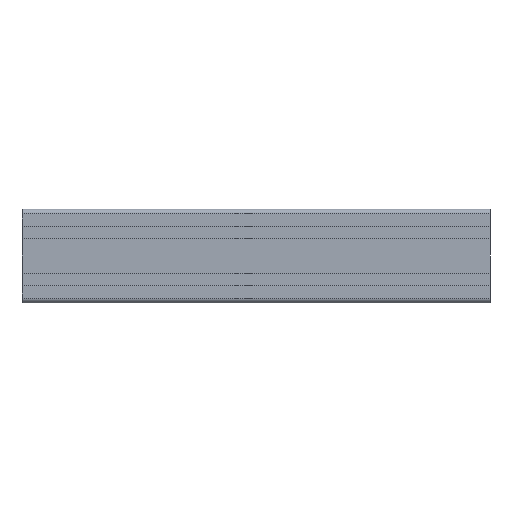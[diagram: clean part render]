
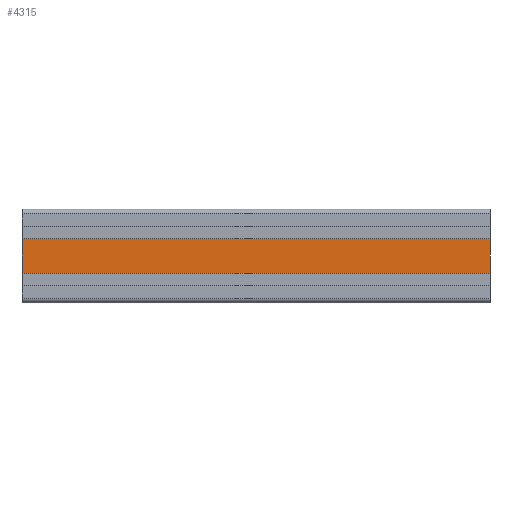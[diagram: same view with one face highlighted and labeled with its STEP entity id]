
A CAD part, left-side view. The second image highlights one B-rep face of the part: STEP entity #4315.
In plain terms, the highlighted face is planar.
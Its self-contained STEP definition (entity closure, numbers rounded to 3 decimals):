
#13 = DIRECTION ( 'NONE',  ( 0., 1., 0. ) ) ;
#20 = CARTESIAN_POINT ( 'NONE',  ( 15., -10.9, -300. ) ) ;
#51 = CARTESIAN_POINT ( 'NONE',  ( 15., 10.9, -300. ) ) ;
#52 = LINE ( 'NONE', #51, #4026 ) ;
#61 = DIRECTION ( 'NONE',  ( 0., 0., 1. ) ) ;
#922 = ORIENTED_EDGE ( 'NONE', *, *, #4476, .T. ) ;
#923 = ORIENTED_EDGE ( 'NONE', *, *, #4459, .F. ) ;
#938 = ORIENTED_EDGE ( 'NONE', *, *, #4515, .F. ) ;
#945 = ORIENTED_EDGE ( 'NONE', *, *, #4492, .T. ) ;
#1737 = VERTEX_POINT ( 'NONE', #4974 ) ;
#1739 = VERTEX_POINT ( 'NONE', #4976 ) ;
#1957 = VERTEX_POINT ( 'NONE', #5342 ) ;
#1959 = VERTEX_POINT ( 'NONE', #5338 ) ;
#3191 = EDGE_LOOP ( 'NONE', ( #923, #938, #922, #945 ) ) ;
#3795 = AXIS2_PLACEMENT_3D ( 'NONE', #5134, #5133, #5135 ) ;
#3963 = VECTOR ( 'NONE', #5604, 1000. ) ;
#4016 = VECTOR ( 'NONE', #13, 1000. ) ;
#4026 = VECTOR ( 'NONE', #61, 1000. ) ;
#4036 = VECTOR ( 'NONE', #5691, 1000. ) ;
#4315 = ADVANCED_FACE ( 'PLANAR_34', ( #5139 ), #5140, .T. ) ;
#4459 = EDGE_CURVE ( 'NONE', #1957, #1959, #5608, .T. ) ;
#4476 = EDGE_CURVE ( 'NONE', #1739, #1737, #5706, .T. ) ;
#4492 = EDGE_CURVE ( 'NONE', #1737, #1959, #52, .T. ) ;
#4515 = EDGE_CURVE ( 'NONE', #1739, #1957, #5679, .T. ) ;
#4974 = CARTESIAN_POINT ( 'NONE',  ( 15., 10.9, -300. ) ) ;
#4976 = CARTESIAN_POINT ( 'NONE',  ( 15., -10.9, -300. ) ) ;
#5133 = DIRECTION ( 'NONE',  ( 1., 0., 0. ) ) ;
#5134 = CARTESIAN_POINT ( 'NONE',  ( 15., -10.9, -300. ) ) ;
#5135 = DIRECTION ( 'NONE',  ( 0., 0., -1. ) ) ;
#5139 = FACE_OUTER_BOUND ( 'NONE', #3191, .T. ) ;
#5140 = PLANE ( 'NONE',  #3795 ) ;
#5338 = CARTESIAN_POINT ( 'NONE',  ( 15., 10.9, 0. ) ) ;
#5342 = CARTESIAN_POINT ( 'NONE',  ( 15., -10.9, 0. ) ) ;
#5604 = DIRECTION ( 'NONE',  ( 0., 1., 0. ) ) ;
#5608 = LINE ( 'NONE', #5609, #3963 ) ;
#5609 = CARTESIAN_POINT ( 'NONE',  ( 15., -10.9, 0. ) ) ;
#5679 = LINE ( 'NONE', #5687, #4036 ) ;
#5687 = CARTESIAN_POINT ( 'NONE',  ( 15., -10.9, -300. ) ) ;
#5691 = DIRECTION ( 'NONE',  ( 0., 0., 1. ) ) ;
#5706 = LINE ( 'NONE', #20, #4016 ) ;
